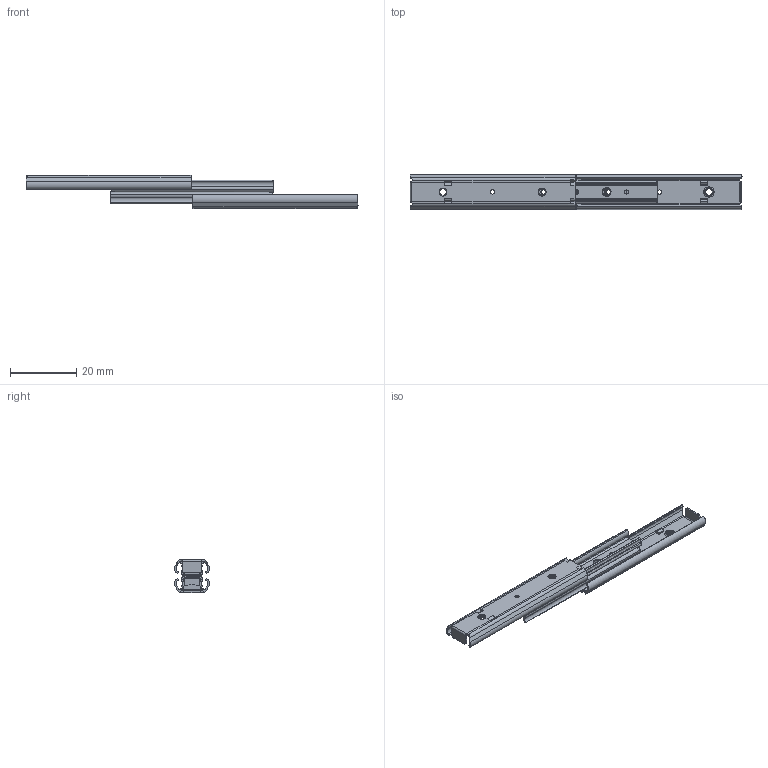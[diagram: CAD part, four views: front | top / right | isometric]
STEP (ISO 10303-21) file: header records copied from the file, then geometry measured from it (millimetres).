
FILE_DESCRIPTION (( 'STEP AP203' ), '1' );
FILE_NAME ('U1031-50.STEP', '2020-06-24T05:47:38', ( '' ), ( '' ), 'SwSTEP 2.0', 'SolidWorks 2019', '' );
FILE_SCHEMA (( 'CONFIG_CONTROL_DESIGN' ));
Length unit declared in the file: millimetre
Products named in the file (3): U1031-50 IM; U1031-50 OM; U1031-50
Assembly tree (4 placements, depth 2):
  U1031-50
    U1031-50 OM  x2
    U1031-50 IM  x2
Bounding box: 100.5 x 10.59 x 10 mm (x, y, z)
Volume: 1426.5 mm3; surface area: 6057 mm2
Topology: 4 solids, 4 shells, 426 faces, 1260 edges, 824 vertices
Faces by surface type: cylinder 230, plane 152, torus 32, bspline 12
Entity records: 9396 total; most frequent: CARTESIAN_POINT 3384, ORIENTED_EDGE 1260, DIRECTION 1163, EDGE_CURVE 630, AXIS2_PLACEMENT_3D 433, VERTEX_POINT 412, LINE 297, VECTOR 297
